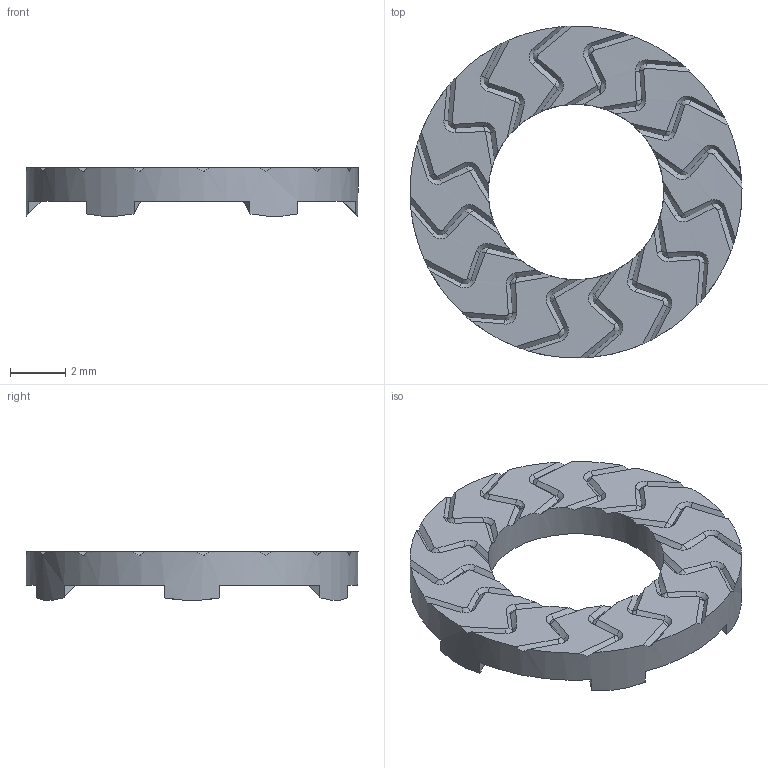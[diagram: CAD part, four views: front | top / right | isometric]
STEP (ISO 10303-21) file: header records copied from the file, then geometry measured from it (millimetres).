
FILE_DESCRIPTION( ( 'AP 214' ), '1' );
FILE_NAME( '070730_NSK K6_Muster_flach.stp', ' ', ( ' ' ), ( ' ' ), 'PSStep 16.0.33', 'VISI 20.0', ' ' );
FILE_SCHEMA( ( 'AUTOMOTIVE_DESIGN { 1 0 10303 214 1 1 1 1 }' ) );
Length unit declared in the file: millimetre
Products named in the file (1): 1
Bounding box: 12 x 12 x 1.75 mm (x, y, z)
Volume: 96.8 mm3; surface area: 249.1 mm2
Topology: 1 solids, 1 shells, 201 faces, 514 edges, 315 vertices
Faces by surface type: plane 132, bspline 64, torus 3, cylinder 2
Full cylindrical faces by diameter (mm): 6.34 x1, 12 x1
Entity records: 9755 total; most frequent: CARTESIAN_POINT 3842, ORIENTED_EDGE 1014, DIRECTION 688, EDGE_CURVE 507, VERTEX_POINT 313, AXIS2_PLACEMENT_3D 251, EDGE_LOOP 208, B_SPLINE_CURVE_WITH_KNOTS 208
